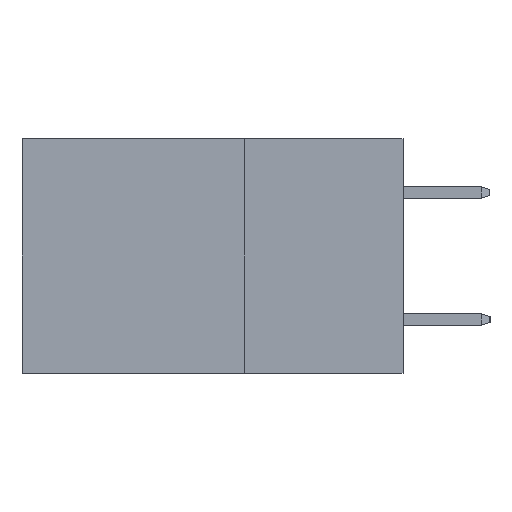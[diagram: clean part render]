
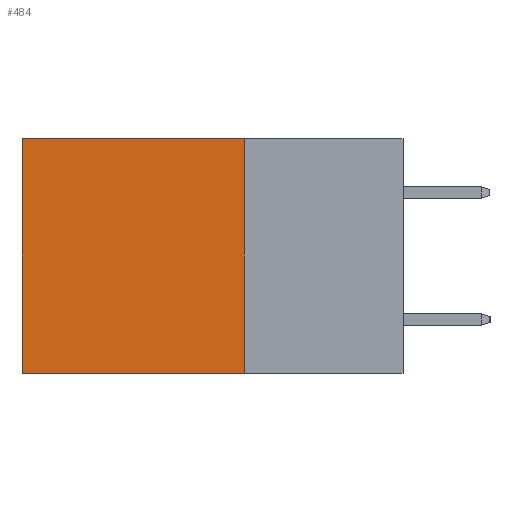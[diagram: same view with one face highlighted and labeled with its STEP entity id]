
A CAD part, left-side view. The second image highlights one B-rep face of the part: STEP entity #484.
In plain terms, the highlighted planar face has unit normal (-1, 0, 0).
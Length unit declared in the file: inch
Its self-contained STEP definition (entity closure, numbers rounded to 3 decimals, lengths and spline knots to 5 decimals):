
#480 = CARTESIAN_POINT ( 'NONE',  ( 0.2875, 0.25, 0. ) ) ;
#484 = ADVANCED_FACE ( 'NONE', ( #5495 ), #3641, .F. ) ;
#1248 = DIRECTION ( 'NONE',  ( 0., 0., -1. ) ) ;
#1890 = LINE ( 'NONE', #7936, #2760 ) ;
#2120 = LINE ( 'NONE', #480, #7094 ) ;
#2373 = LINE ( 'NONE', #6513, #8882 ) ;
#2627 = CARTESIAN_POINT ( 'NONE',  ( 0.2875, 0.25, 0. ) ) ;
#2744 = LINE ( 'NONE', #8794, #4833 ) ;
#2760 = VECTOR ( 'NONE', #3674, 39.37008 ) ;
#2828 = EDGE_LOOP ( 'NONE', ( #6498, #5084, #6428, #9249 ) ) ;
#2933 = VERTEX_POINT ( 'NONE', #4521 ) ;
#3274 = VERTEX_POINT ( 'NONE', #9367 ) ;
#3461 = EDGE_CURVE ( 'NONE', #9663, #2933, #2373, .T. ) ;
#3573 = AXIS2_PLACEMENT_3D ( 'NONE', #9643, #6378, #1248 ) ;
#3641 = PLANE ( 'NONE',  #3573 ) ;
#3674 = DIRECTION ( 'NONE',  ( 0., 1., 0. ) ) ;
#3876 = VERTEX_POINT ( 'NONE', #2627 ) ;
#3913 = EDGE_CURVE ( 'NONE', #3876, #3274, #2744, .T. ) ;
#4521 = CARTESIAN_POINT ( 'NONE',  ( 0.2875, 0.6, -0.37 ) ) ;
#4833 = VECTOR ( 'NONE', #8626, 39.37008 ) ;
#4975 = DIRECTION ( 'NONE',  ( 0., 1., 0. ) ) ;
#5084 = ORIENTED_EDGE ( 'NONE', *, *, #6254, .F. ) ;
#5495 = FACE_OUTER_BOUND ( 'NONE', #2828, .T. ) ;
#6254 = EDGE_CURVE ( 'NONE', #3274, #2933, #1890, .T. ) ;
#6378 = DIRECTION ( 'NONE',  ( 1., 0., 0. ) ) ;
#6428 = ORIENTED_EDGE ( 'NONE', *, *, #3913, .F. ) ;
#6498 = ORIENTED_EDGE ( 'NONE', *, *, #3461, .T. ) ;
#6513 = CARTESIAN_POINT ( 'NONE',  ( 0.2875, 0.6, 0. ) ) ;
#6964 = CARTESIAN_POINT ( 'NONE',  ( 0.2875, 0.6, 0. ) ) ;
#7094 = VECTOR ( 'NONE', #4975, 39.37008 ) ;
#7936 = CARTESIAN_POINT ( 'NONE',  ( 0.2875, 0.25, -0.37 ) ) ;
#8626 = DIRECTION ( 'NONE',  ( 0., 0., -1. ) ) ;
#8794 = CARTESIAN_POINT ( 'NONE',  ( 0.2875, 0.25, 0. ) ) ;
#8882 = VECTOR ( 'NONE', #9876, 39.37008 ) ;
#9249 = ORIENTED_EDGE ( 'NONE', *, *, #9485, .T. ) ;
#9367 = CARTESIAN_POINT ( 'NONE',  ( 0.2875, 0.25, -0.37 ) ) ;
#9485 = EDGE_CURVE ( 'NONE', #3876, #9663, #2120, .T. ) ;
#9643 = CARTESIAN_POINT ( 'NONE',  ( 0.2875, 0.25, 0. ) ) ;
#9663 = VERTEX_POINT ( 'NONE', #6964 ) ;
#9876 = DIRECTION ( 'NONE',  ( 0., 0., -1. ) ) ;
